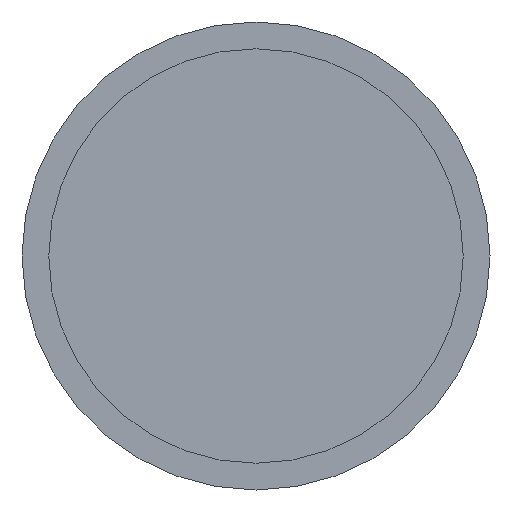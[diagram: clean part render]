
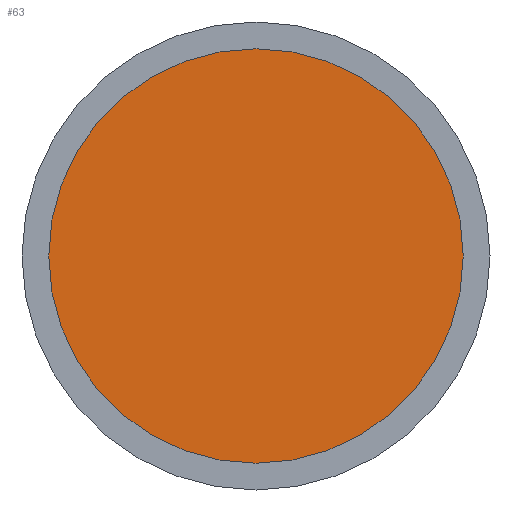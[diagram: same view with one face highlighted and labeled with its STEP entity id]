
A CAD part, left-side view. The second image highlights one B-rep face of the part: STEP entity #63.
In plain terms, the highlighted planar face has unit normal (-1, 0, 0).
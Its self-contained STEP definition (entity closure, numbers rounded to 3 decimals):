
#63 = ADVANCED_FACE( '', ( #140 ), #141, .F. );
#140 = FACE_OUTER_BOUND( '', #229, .T. );
#141 = PLANE( '', #230 );
#229 = EDGE_LOOP( '', ( #330 ) );
#230 = AXIS2_PLACEMENT_3D( '', #331, #332, #333 );
#330 = ORIENTED_EDGE( '', *, *, #424, .F. );
#331 = CARTESIAN_POINT( '', ( -60.1, 0., 0. ) );
#332 = DIRECTION( '', ( 1., 0., 0. ) );
#333 = DIRECTION( '', ( 0., 0., -1. ) );
#424 = EDGE_CURVE( '', #480, #480, #481, .T. );
#480 = VERTEX_POINT( '', #541 );
#481 = CIRCLE( '', #542, 12.4 );
#541 = CARTESIAN_POINT( '', ( -60.1, 0., -12.4 ) );
#542 = AXIS2_PLACEMENT_3D( '', #607, #608, #609 );
#607 = CARTESIAN_POINT( '', ( -60.1, 0., 0. ) );
#608 = DIRECTION( '', ( 1., 0., 0. ) );
#609 = DIRECTION( '', ( 0., 0., -1. ) );
